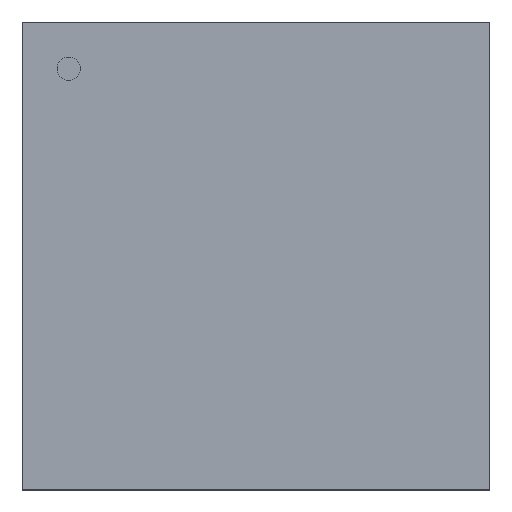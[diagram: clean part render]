
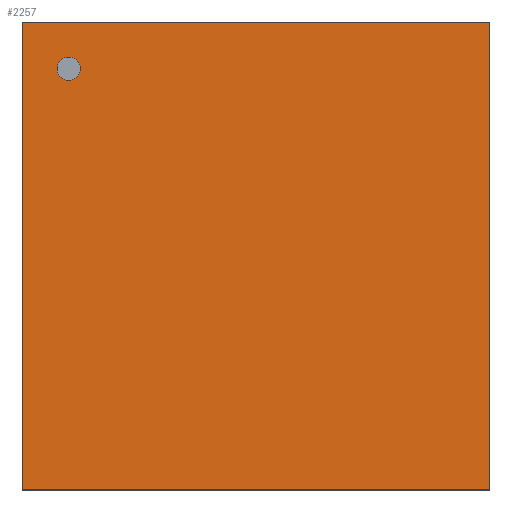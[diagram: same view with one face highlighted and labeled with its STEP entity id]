
A CAD part, top view. The second image highlights one B-rep face of the part: STEP entity #2257.
In plain terms, the highlighted planar face has unit normal (0, 0, 1).
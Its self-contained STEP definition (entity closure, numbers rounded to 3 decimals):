
#2033=CARTESIAN_POINT('',(6.045,-6.045,1.245));
#2032=VERTEX_POINT('',#2033);
#2043=CARTESIAN_POINT('',(-6.045,-6.045,1.245));
#2042=VERTEX_POINT('',#2043);
#2041=EDGE_CURVE('',#2042,#2032,#2046,.T.);
#2046=LINE('',#2043,#2048);
#2048=VECTOR('',#2049,12.09);
#2049=DIRECTION('',(1.0,0.0,0.0));
#2082=CARTESIAN_POINT('',(6.045,6.045,1.245));
#2081=VERTEX_POINT('',#2082);
#2090=EDGE_CURVE('',#2032,#2081,#2095,.T.);
#2095=LINE('',#2033,#2097);
#2097=VECTOR('',#2098,12.09);
#2098=DIRECTION('',(0.0,1.0,0.0));
#2131=CARTESIAN_POINT('',(-6.045,6.045,1.245));
#2130=VERTEX_POINT('',#2131);
#2139=EDGE_CURVE('',#2081,#2130,#2144,.T.);
#2144=LINE('',#2082,#2146);
#2146=VECTOR('',#2147,12.09);
#2147=DIRECTION('',(-1.0,0.0,0.0));
#2188=EDGE_CURVE('',#2130,#2042,#2193,.T.);
#2193=LINE('',#2131,#2195);
#2195=VECTOR('',#2196,12.09);
#2196=DIRECTION('',(0.0,-1.0,0.0));
#2257=ADVANCED_FACE('',(#2263),#2258,.T.);
#2258=PLANE('',#2259);
#2259=AXIS2_PLACEMENT_3D('',#2260,#2261,#2262);
#2260=CARTESIAN_POINT('',(-6.045,-6.045,1.245));
#2261=DIRECTION('',(0.0,0.0,1.0));
#2262=DIRECTION('',(0.,1.,0.));
#2263=FACE_OUTER_BOUND('',#2264,.T.);
#2264=EDGE_LOOP('',(#2265,#2275,#2285,#2295));
#2265=ORIENTED_EDGE('',*,*,#2041,.T.);
#2275=ORIENTED_EDGE('',*,*,#2090,.T.);
#2285=ORIENTED_EDGE('',*,*,#2139,.T.);
#2295=ORIENTED_EDGE('',*,*,#2188,.T.);
